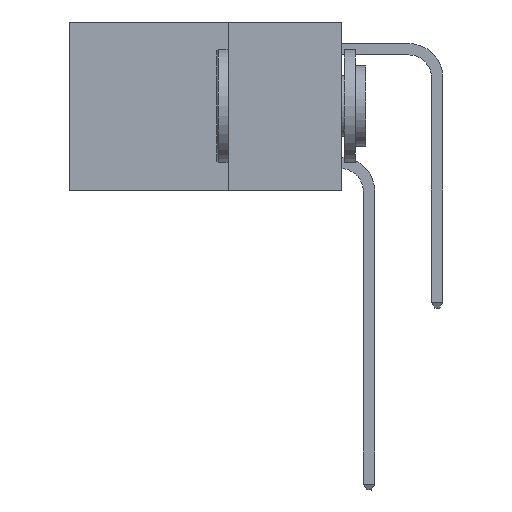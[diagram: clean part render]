
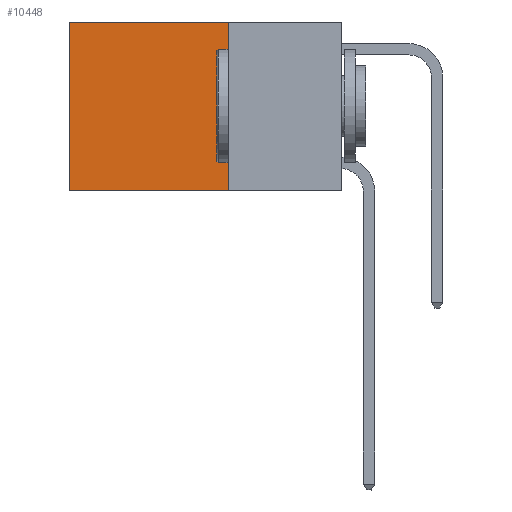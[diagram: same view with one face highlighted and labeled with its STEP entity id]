
A CAD part, left-side view. The second image highlights one B-rep face of the part: STEP entity #10448.
In plain terms, the highlighted planar face has unit normal (-1, 0, 0).
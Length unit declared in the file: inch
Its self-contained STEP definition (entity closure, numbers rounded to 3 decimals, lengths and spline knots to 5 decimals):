
#386 = ORIENTED_EDGE ( 'NONE', *, *, #1371, .T. ) ;
#1281 = CARTESIAN_POINT ( 'NONE',  ( 0.2625, 0.6, 0. ) ) ;
#1371 = EDGE_CURVE ( 'NONE', #3016, #26547, #24453, .T. ) ;
#1379 = ORIENTED_EDGE ( 'NONE', *, *, #22584, .F. ) ;
#1901 = EDGE_CURVE ( 'NONE', #10868, #3016, #24421, .T. ) ;
#2154 = DIRECTION ( 'NONE',  ( 1., 0., 0. ) ) ;
#2469 = CARTESIAN_POINT ( 'NONE',  ( 0.2625, 0.25, -0.37 ) ) ;
#3016 = VERTEX_POINT ( 'NONE', #3191 ) ;
#3191 = CARTESIAN_POINT ( 'NONE',  ( 0.2625, 0.6, 0. ) ) ;
#3711 = VECTOR ( 'NONE', #26523, 39.37008 ) ;
#4245 = EDGE_LOOP ( 'NONE', ( #386, #7826, #1379, #7944 ) ) ;
#4456 = VECTOR ( 'NONE', #18120, 39.37008 ) ;
#5234 = EDGE_CURVE ( 'NONE', #18524, #26547, #16075, .T. ) ;
#7130 = CARTESIAN_POINT ( 'NONE',  ( 0.2625, 0.6, -0.37 ) ) ;
#7826 = ORIENTED_EDGE ( 'NONE', *, *, #5234, .F. ) ;
#7944 = ORIENTED_EDGE ( 'NONE', *, *, #1901, .T. ) ;
#8950 = AXIS2_PLACEMENT_3D ( 'NONE', #22721, #2154, #10541 ) ;
#9152 = CARTESIAN_POINT ( 'NONE',  ( 0.2625, 0.25, 0. ) ) ;
#9710 = CARTESIAN_POINT ( 'NONE',  ( 0.2625, 0.25, -0.37 ) ) ;
#9986 = FACE_OUTER_BOUND ( 'NONE', #4245, .T. ) ;
#10448 = ADVANCED_FACE ( 'NONE', ( #9986 ), #21044, .F. ) ;
#10541 = DIRECTION ( 'NONE',  ( 0., 0., -1. ) ) ;
#10868 = VERTEX_POINT ( 'NONE', #20086 ) ;
#14667 = VECTOR ( 'NONE', #23664, 39.37008 ) ;
#15249 = LINE ( 'NONE', #9152, #14667 ) ;
#15867 = DIRECTION ( 'NONE',  ( 0., 1., 0. ) ) ;
#16075 = LINE ( 'NONE', #9710, #3711 ) ;
#18120 = DIRECTION ( 'NONE',  ( 0., 0., -1. ) ) ;
#18491 = CARTESIAN_POINT ( 'NONE',  ( 0.2625, 0.25, 0. ) ) ;
#18524 = VERTEX_POINT ( 'NONE', #2469 ) ;
#20086 = CARTESIAN_POINT ( 'NONE',  ( 0.2625, 0.25, 0. ) ) ;
#21044 = PLANE ( 'NONE',  #8950 ) ;
#22584 = EDGE_CURVE ( 'NONE', #10868, #18524, #15249, .T. ) ;
#22721 = CARTESIAN_POINT ( 'NONE',  ( 0.2625, 0.25, 0. ) ) ;
#23319 = VECTOR ( 'NONE', #15867, 39.37008 ) ;
#23664 = DIRECTION ( 'NONE',  ( 0., 0., -1. ) ) ;
#24421 = LINE ( 'NONE', #18491, #23319 ) ;
#24453 = LINE ( 'NONE', #1281, #4456 ) ;
#26523 = DIRECTION ( 'NONE',  ( 0., 1., 0. ) ) ;
#26547 = VERTEX_POINT ( 'NONE', #7130 ) ;
